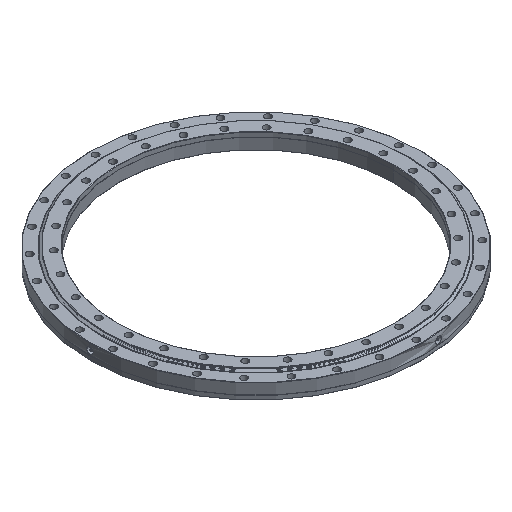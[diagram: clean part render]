
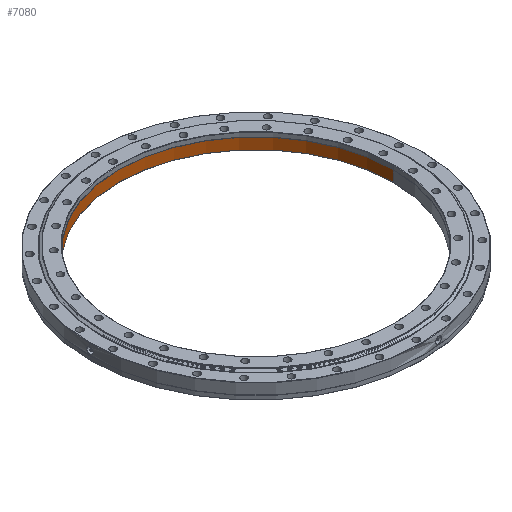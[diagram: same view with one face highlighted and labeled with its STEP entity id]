
A CAD part, isometric view. The second image highlights one B-rep face of the part: STEP entity #7080.
In plain terms, the highlighted cylindrical face has radius 477.5 mm (diameter 955 mm), a partial arc.
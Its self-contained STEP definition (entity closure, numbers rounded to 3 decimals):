
#342 = DIRECTION ( 'NONE',  ( 1., 0., 0. ) ) ;
#596 = DIRECTION ( 'NONE',  ( 0., 0., 1. ) ) ;
#950 = ORIENTED_EDGE ( 'NONE', *, *, #10697, .T. ) ;
#1458 = DIRECTION ( 'NONE',  ( 1., 0., 0. ) ) ;
#1574 = VERTEX_POINT ( 'NONE', #6474 ) ;
#1715 = CARTESIAN_POINT ( 'NONE',  ( 0., 0., 16.5 ) ) ;
#2416 = CIRCLE ( 'NONE', #10432, 477.5 ) ;
#2464 = VERTEX_POINT ( 'NONE', #6639 ) ;
#2556 = LINE ( 'NONE', #3921, #9171 ) ;
#2716 = VERTEX_POINT ( 'NONE', #2795 ) ;
#2795 = CARTESIAN_POINT ( 'NONE',  ( 477.5, 0., 16.5 ) ) ;
#3714 = EDGE_CURVE ( 'NONE', #2716, #2464, #2416, .T. ) ;
#3819 = DIRECTION ( 'NONE',  ( 0., 0., 1. ) ) ;
#3921 = CARTESIAN_POINT ( 'NONE',  ( 477.5, 0., 0. ) ) ;
#4048 = CARTESIAN_POINT ( 'NONE',  ( 0., 0., 0. ) ) ;
#4056 = ORIENTED_EDGE ( 'NONE', *, *, #7525, .F. ) ;
#4264 = VERTEX_POINT ( 'NONE', #5622 ) ;
#4756 = LINE ( 'NONE', #10682, #7881 ) ;
#5455 = DIRECTION ( 'NONE',  ( 0., 0., 1. ) ) ;
#5622 = CARTESIAN_POINT ( 'NONE',  ( -477.5, 0., -21.5 ) ) ;
#5995 = DIRECTION ( 'NONE',  ( 0., 0., 1. ) ) ;
#6074 = FACE_OUTER_BOUND ( 'NONE', #7395, .T. ) ;
#6474 = CARTESIAN_POINT ( 'NONE',  ( 477.5, 0., -21.5 ) ) ;
#6639 = CARTESIAN_POINT ( 'NONE',  ( -477.5, 0., 16.5 ) ) ;
#6769 = EDGE_CURVE ( 'NONE', #4264, #1574, #9493, .T. ) ;
#7080 = ADVANCED_FACE ( 'NONE', ( #6074 ), #9102, .F. ) ;
#7395 = EDGE_LOOP ( 'NONE', ( #4056, #7623, #950, #10733 ) ) ;
#7525 = EDGE_CURVE ( 'NONE', #4264, #2464, #4756, .T. ) ;
#7623 = ORIENTED_EDGE ( 'NONE', *, *, #6769, .T. ) ;
#7881 = VECTOR ( 'NONE', #3819, 1000. ) ;
#8087 = AXIS2_PLACEMENT_3D ( 'NONE', #9837, #8864, #342 ) ;
#8695 = DIRECTION ( 'NONE',  ( 1., 0., 0. ) ) ;
#8864 = DIRECTION ( 'NONE',  ( 0., 0., -1. ) ) ;
#9102 = CYLINDRICAL_SURFACE ( 'NONE', #10450, 477.5 ) ;
#9171 = VECTOR ( 'NONE', #5455, 1000. ) ;
#9493 = CIRCLE ( 'NONE', #8087, 477.5 ) ;
#9837 = CARTESIAN_POINT ( 'NONE',  ( 0., 0., -21.5 ) ) ;
#10432 = AXIS2_PLACEMENT_3D ( 'NONE', #1715, #5995, #8695 ) ;
#10450 = AXIS2_PLACEMENT_3D ( 'NONE', #4048, #596, #1458 ) ;
#10682 = CARTESIAN_POINT ( 'NONE',  ( -477.5, 0., 0. ) ) ;
#10697 = EDGE_CURVE ( 'NONE', #1574, #2716, #2556, .T. ) ;
#10733 = ORIENTED_EDGE ( 'NONE', *, *, #3714, .T. ) ;
